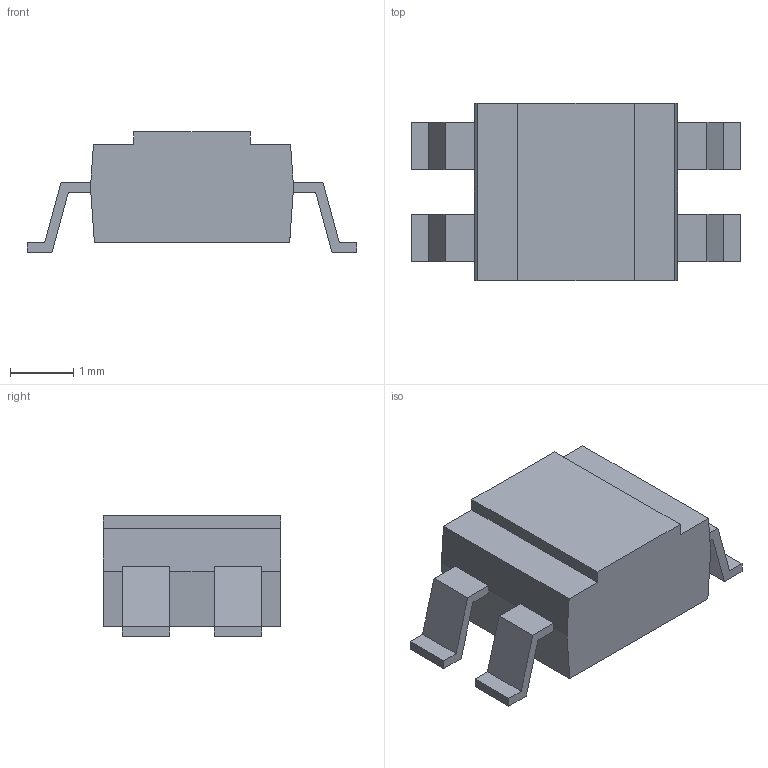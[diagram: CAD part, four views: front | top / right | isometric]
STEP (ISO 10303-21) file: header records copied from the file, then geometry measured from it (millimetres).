
FILE_DESCRIPTION(('CAx-IF Rec.Pracs.---Model Styling and Organization---1.5---2016-08-15','CAx-IF Rec.Pracs.---Geometric and Assembly Validation Properties---4.4---2016-08-17','CAx-IF Rec.Pracs.---User Defined Attributes---1.5---2016-08-15','CAx-IF Rec.Pracs.---External References---2.1---2005-01-19'),'2;1');
FILE_NAME('2304795.step','2024-04-02T15:04:02',('Unspecified'),('Unspecified'),'CAD Exchanger 3.10.2 (cadexchanger.com)','Unspecified','');
FILE_SCHEMA(('AUTOMOTIVE_DESIGN { 1 0 10303 214 1 1 1 1 }'));
Length unit declared in the file: millimetre
Products named in the file (3): root; AAA3528-09.STEP
Assembly tree (2 placements, depth 2):
  root
    root
    AAA3528-09.STEP
Bounding box: 5.2 x 2.8 x 1.9 mm (x, y, z)
Volume: 12.5 mm3; surface area: 54.1 mm2
Topology: 1 solids, 1 shells, 52 faces, 149 edges, 100 vertices
Faces by surface type: plane 51, cone 1
Entity records: 1715 total; most frequent: CARTESIAN_POINT 302, ORIENTED_EDGE 298, DIRECTION 259, EDGE_CURVE 149, LINE 145, VECTOR 145, VERTEX_POINT 100, AXIS2_PLACEMENT_3D 57
